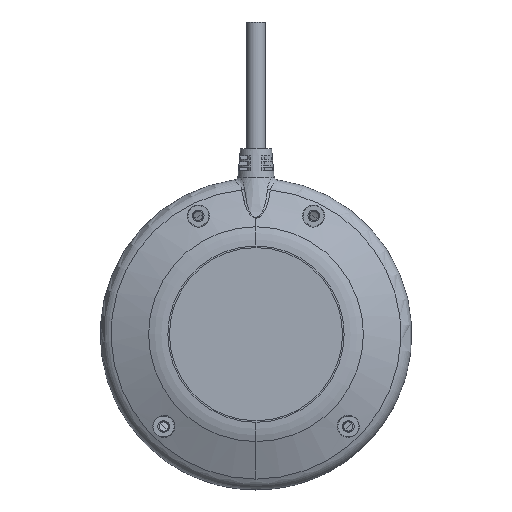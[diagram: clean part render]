
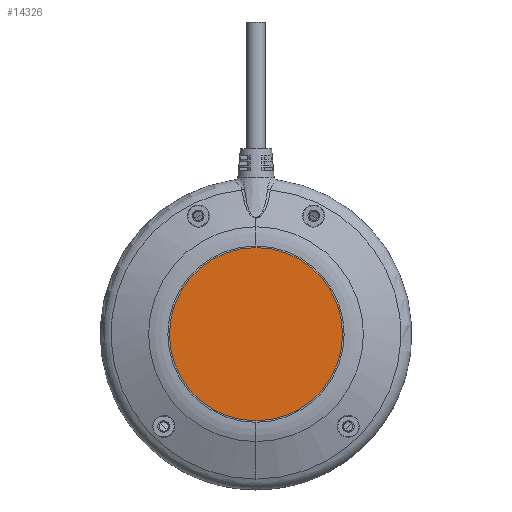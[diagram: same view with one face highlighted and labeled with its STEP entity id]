
A CAD part, front view. The second image highlights one B-rep face of the part: STEP entity #14326.
In plain terms, the highlighted face is planar.
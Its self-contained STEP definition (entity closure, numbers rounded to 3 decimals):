
#11803=CARTESIAN_POINT('',(0.,4.9,0.));
#11804=DIRECTION('',(0.,1.,0.));
#11805=DIRECTION('',(-1.,0.,0.));
#11806=AXIS2_PLACEMENT_3D('',#11803,#11804,#11805);
#11808=CARTESIAN_POINT('',(0.,4.9,0.));
#11809=DIRECTION('',(0.,1.,0.));
#11810=DIRECTION('',(1.,0.,0.));
#11811=AXIS2_PLACEMENT_3D('',#11808,#11809,#11810);
#12244=CARTESIAN_POINT('',(-15.,4.9,0.));
#12245=CARTESIAN_POINT('',(15.,4.9,0.));
#12246=VERTEX_POINT('',#12244);
#12247=VERTEX_POINT('',#12245);
#14317=CARTESIAN_POINT('',(0.,4.9,0.));
#14318=DIRECTION('',(0.,1.,0.));
#14319=DIRECTION('',(-1.,0.,0.));
#14320=AXIS2_PLACEMENT_3D('',#14317,#14318,#14319);
#14321=PLANE('',#14320);
#14322=ORIENTED_EDGE('',*,*,#14297,.F.);
#14323=ORIENTED_EDGE('',*,*,#14311,.F.);
#14324=EDGE_LOOP('',(#14322,#14323));
#14325=FACE_OUTER_BOUND('',#14324,.F.);
#14326=ADVANCED_FACE('',(#14325),#14321,.T.);
#11807=CIRCLE('',#11806,15.);
#11812=CIRCLE('',#11811,15.);
#14297=EDGE_CURVE('',#12246,#12247,#11807,.T.);
#14311=EDGE_CURVE('',#12247,#12246,#11812,.T.);
